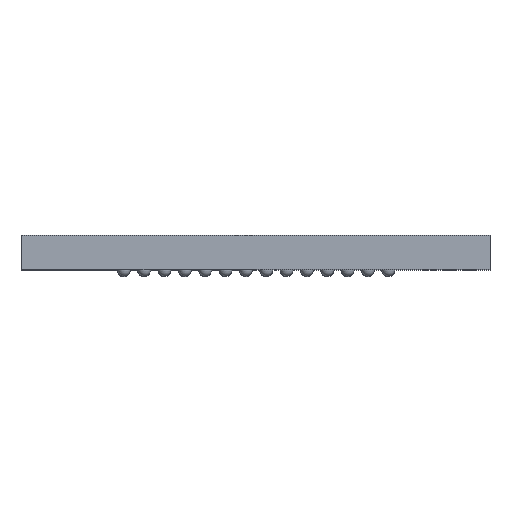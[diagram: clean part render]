
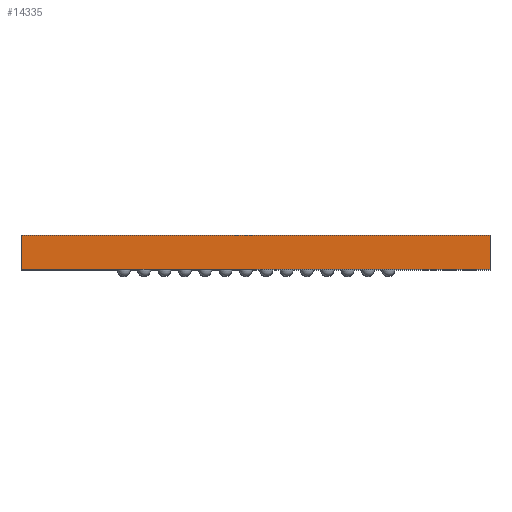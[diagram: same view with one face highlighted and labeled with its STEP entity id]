
A CAD part, top view. The second image highlights one B-rep face of the part: STEP entity #14335.
In plain terms, the highlighted planar face has unit normal (0, 0, 1).
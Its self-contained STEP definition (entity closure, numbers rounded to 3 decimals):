
#259 = ORIENTED_EDGE ( 'NONE', *, *, #4695, .T. ) ;
#288 = LINE ( 'NONE', #9449, #18909 ) ;
#562 = ORIENTED_EDGE ( 'NONE', *, *, #3435, .F. ) ;
#1945 = CARTESIAN_POINT ( 'NONE',  ( -5.75, 1., 6.5 ) ) ;
#3193 = VECTOR ( 'NONE', #18743, 1000. ) ;
#3435 = EDGE_CURVE ( 'NONE', #16383, #4598, #10868, .T. ) ;
#3671 = VERTEX_POINT ( 'NONE', #1945 ) ;
#4276 = DIRECTION ( 'NONE',  ( 0., -1., 0. ) ) ;
#4598 = VERTEX_POINT ( 'NONE', #12217 ) ;
#4695 = EDGE_CURVE ( 'NONE', #3671, #4598, #288, .T. ) ;
#5061 = CARTESIAN_POINT ( 'NONE',  ( 5.75, 1., 6.5 ) ) ;
#5275 = EDGE_CURVE ( 'NONE', #8965, #3671, #6791, .T. ) ;
#6017 = DIRECTION ( 'NONE',  ( 0., 0., 1. ) ) ;
#6028 = VECTOR ( 'NONE', #13563, 1000. ) ;
#6791 = LINE ( 'NONE', #13854, #9625 ) ;
#7714 = CARTESIAN_POINT ( 'NONE',  ( -5.75, 1., 6.5 ) ) ;
#8965 = VERTEX_POINT ( 'NONE', #5061 ) ;
#9449 = CARTESIAN_POINT ( 'NONE',  ( -5.75, 1., 6.5 ) ) ;
#9625 = VECTOR ( 'NONE', #10191, 1000. ) ;
#9689 = ORIENTED_EDGE ( 'NONE', *, *, #5275, .T. ) ;
#10191 = DIRECTION ( 'NONE',  ( -1., 0., 0. ) ) ;
#10765 = ORIENTED_EDGE ( 'NONE', *, *, #11074, .F. ) ;
#10868 = LINE ( 'NONE', #20682, #6028 ) ;
#11074 = EDGE_CURVE ( 'NONE', #8965, #16383, #13348, .T. ) ;
#11339 = DIRECTION ( 'NONE',  ( 1., 0., 0. ) ) ;
#12217 = CARTESIAN_POINT ( 'NONE',  ( -5.75, 0.164, 6.5 ) ) ;
#13257 = CARTESIAN_POINT ( 'NONE',  ( 5.75, 1., 6.5 ) ) ;
#13348 = LINE ( 'NONE', #13257, #3193 ) ;
#13563 = DIRECTION ( 'NONE',  ( -1., 0., 0. ) ) ;
#13854 = CARTESIAN_POINT ( 'NONE',  ( -5.75, 1., 6.5 ) ) ;
#14239 = FACE_OUTER_BOUND ( 'NONE', #17550, .T. ) ;
#14335 = ADVANCED_FACE ( 'NONE', ( #14239 ), #14870, .T. ) ;
#14870 = PLANE ( 'NONE',  #19533 ) ;
#16383 = VERTEX_POINT ( 'NONE', #17863 ) ;
#17550 = EDGE_LOOP ( 'NONE', ( #562, #10765, #9689, #259 ) ) ;
#17863 = CARTESIAN_POINT ( 'NONE',  ( 5.75, 0.164, 6.5 ) ) ;
#18743 = DIRECTION ( 'NONE',  ( 0., -1., 0. ) ) ;
#18909 = VECTOR ( 'NONE', #4276, 1000. ) ;
#19533 = AXIS2_PLACEMENT_3D ( 'NONE', #7714, #6017, #11339 ) ;
#20682 = CARTESIAN_POINT ( 'NONE',  ( -5.75, 0.164, 6.5 ) ) ;
